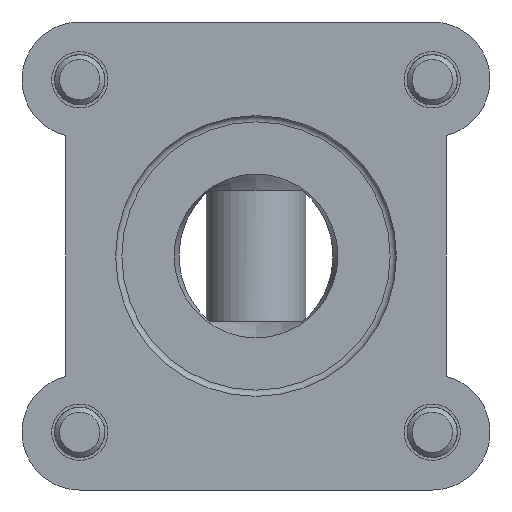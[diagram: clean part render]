
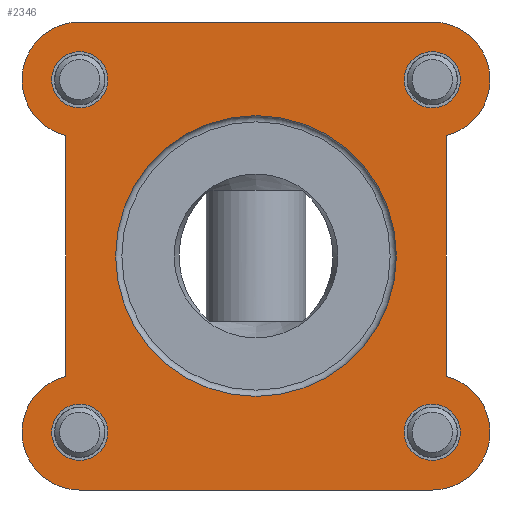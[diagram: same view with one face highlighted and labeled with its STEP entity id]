
A CAD part, front view. The second image highlights one B-rep face of the part: STEP entity #2346.
In plain terms, the highlighted planar face has unit normal (0, -1, 0).
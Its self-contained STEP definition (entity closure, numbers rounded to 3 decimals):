
#199=CIRCLE('',#2581,9.25);
#201=CIRCLE('',#2584,9.25);
#202=CIRCLE('',#2586,9.25);
#203=CIRCLE('',#2588,4.5);
#204=CIRCLE('',#2590,4.5);
#205=CIRCLE('',#2592,4.5);
#207=CIRCLE('',#2595,4.5);
#208=CIRCLE('',#2597,9.25);
#209=CIRCLE('',#2600,22.5);
#557=ORIENTED_EDGE('',*,*,#1114,.F.);
#558=ORIENTED_EDGE('',*,*,#1112,.T.);
#559=ORIENTED_EDGE('',*,*,#1110,.T.);
#560=ORIENTED_EDGE('',*,*,#1109,.T.);
#561=ORIENTED_EDGE('',*,*,#1108,.T.);
#562=ORIENTED_EDGE('',*,*,#1066,.F.);
#563=ORIENTED_EDGE('',*,*,#1113,.F.);
#564=ORIENTED_EDGE('',*,*,#995,.F.);
#565=ORIENTED_EDGE('',*,*,#1107,.F.);
#566=ORIENTED_EDGE('',*,*,#1074,.F.);
#567=ORIENTED_EDGE('',*,*,#1106,.F.);
#568=ORIENTED_EDGE('',*,*,#987,.F.);
#569=ORIENTED_EDGE('',*,*,#1104,.F.);
#987=EDGE_CURVE('',#1312,#1313,#1528,.T.);
#995=EDGE_CURVE('',#1320,#1321,#1536,.T.);
#1066=EDGE_CURVE('',#1366,#1367,#1578,.T.);
#1074=EDGE_CURVE('',#1374,#1375,#1586,.T.);
#1104=EDGE_CURVE('',#1367,#1312,#199,.T.);
#1106=EDGE_CURVE('',#1313,#1374,#201,.T.);
#1107=EDGE_CURVE('',#1375,#1320,#202,.T.);
#1108=EDGE_CURVE('',#1389,#1389,#203,.T.);
#1109=EDGE_CURVE('',#1390,#1390,#204,.T.);
#1110=EDGE_CURVE('',#1391,#1391,#205,.T.);
#1112=EDGE_CURVE('',#1393,#1393,#207,.T.);
#1113=EDGE_CURVE('',#1321,#1366,#208,.T.);
#1114=EDGE_CURVE('',#1394,#1394,#209,.T.);
#1312=VERTEX_POINT('',#3649);
#1313=VERTEX_POINT('',#3651);
#1320=VERTEX_POINT('',#3666);
#1321=VERTEX_POINT('',#3668);
#1366=VERTEX_POINT('',#3820);
#1367=VERTEX_POINT('',#3822);
#1374=VERTEX_POINT('',#3837);
#1375=VERTEX_POINT('',#3839);
#1389=VERTEX_POINT('',#3902);
#1390=VERTEX_POINT('',#3905);
#1391=VERTEX_POINT('',#3908);
#1393=VERTEX_POINT('',#3913);
#1394=VERTEX_POINT('',#3919);
#1528=LINE('',#3650,#1712);
#1536=LINE('',#3667,#1720);
#1578=LINE('',#3821,#1762);
#1586=LINE('',#3838,#1770);
#1712=VECTOR('',#2842,1000.);
#1720=VECTOR('',#2852,1000.);
#1762=VECTOR('',#2986,1000.);
#1770=VECTOR('',#2996,1000.);
#1931=EDGE_LOOP('',(#557));
#1932=EDGE_LOOP('',(#558));
#1933=EDGE_LOOP('',(#559));
#1934=EDGE_LOOP('',(#560));
#1935=EDGE_LOOP('',(#561));
#1936=EDGE_LOOP('',(#562,#563,#564,#565,#566,#567,#568,#569));
#2109=FACE_BOUND('',#1931,.T.);
#2110=FACE_BOUND('',#1932,.T.);
#2111=FACE_BOUND('',#1933,.T.);
#2112=FACE_BOUND('',#1934,.T.);
#2113=FACE_BOUND('',#1935,.T.);
#2114=FACE_BOUND('',#1936,.T.);
#2251=PLANE('',#2599);
#2346=ADVANCED_FACE('',(#2109,#2110,#2111,#2112,#2113,#2114),#2251,.F.);
#2581=AXIS2_PLACEMENT_3D('',#3894,#3064,#3065);
#2584=AXIS2_PLACEMENT_3D('',#3897,#3070,#3071);
#2586=AXIS2_PLACEMENT_3D('',#3899,#3074,#3075);
#2588=AXIS2_PLACEMENT_3D('',#3901,#3078,#3079);
#2590=AXIS2_PLACEMENT_3D('',#3904,#3082,#3083);
#2592=AXIS2_PLACEMENT_3D('',#3907,#3086,#3087);
#2595=AXIS2_PLACEMENT_3D('',#3912,#3092,#3093);
#2597=AXIS2_PLACEMENT_3D('',#3915,#3096,#3097);
#2599=AXIS2_PLACEMENT_3D('',#3917,#3100,#3101);
#2600=AXIS2_PLACEMENT_3D('',#3918,#3102,#3103);
#2842=DIRECTION('',(1.,0.,0.));
#2852=DIRECTION('',(-1.,0.,0.));
#2986=DIRECTION('',(0.,0.,1.));
#2996=DIRECTION('',(0.,0.,-1.));
#3064=DIRECTION('',(0.,1.,0.));
#3065=DIRECTION('',(1.,0.,0.));
#3070=DIRECTION('',(0.,1.,0.));
#3071=DIRECTION('',(1.,0.,0.));
#3074=DIRECTION('',(0.,1.,0.));
#3075=DIRECTION('',(1.,0.,0.));
#3078=DIRECTION('',(0.,1.,0.));
#3079=DIRECTION('',(1.,0.,0.));
#3082=DIRECTION('',(0.,1.,0.));
#3083=DIRECTION('',(1.,0.,0.));
#3086=DIRECTION('',(0.,1.,0.));
#3087=DIRECTION('',(1.,0.,0.));
#3092=DIRECTION('',(0.,1.,0.));
#3093=DIRECTION('',(1.,0.,0.));
#3096=DIRECTION('',(0.,1.,0.));
#3097=DIRECTION('',(1.,0.,0.));
#3100=DIRECTION('',(0.,1.,0.));
#3101=DIRECTION('',(0.,0.,1.));
#3102=DIRECTION('',(0.,-1.,0.));
#3103=DIRECTION('',(0.,0.,-1.));
#3649=CARTESIAN_POINT('',(-28.25,0.,37.5));
#3650=CARTESIAN_POINT('',(-28.25,0.,37.5));
#3651=CARTESIAN_POINT('',(28.25,0.,37.5));
#3666=CARTESIAN_POINT('',(28.25,0.,-37.5));
#3667=CARTESIAN_POINT('',(28.25,0.,-37.5));
#3668=CARTESIAN_POINT('',(-28.25,0.,-37.5));
#3820=CARTESIAN_POINT('',(-30.5,0.,-19.278));
#3821=CARTESIAN_POINT('',(-30.5,0.,-19.278));
#3822=CARTESIAN_POINT('',(-30.5,0.,19.278));
#3837=CARTESIAN_POINT('',(30.5,0.,19.278));
#3838=CARTESIAN_POINT('',(30.5,0.,19.278));
#3839=CARTESIAN_POINT('',(30.5,0.,-19.278));
#3894=CARTESIAN_POINT('',(-28.25,0.,28.25));
#3897=CARTESIAN_POINT('',(28.25,0.,28.25));
#3899=CARTESIAN_POINT('',(28.25,0.,-28.25));
#3901=CARTESIAN_POINT('',(28.25,0.,-28.25));
#3902=CARTESIAN_POINT('',(32.75,0.,-28.25));
#3904=CARTESIAN_POINT('',(28.25,0.,28.25));
#3905=CARTESIAN_POINT('',(32.75,0.,28.25));
#3907=CARTESIAN_POINT('',(-28.25,0.,-28.25));
#3908=CARTESIAN_POINT('',(-23.75,0.,-28.25));
#3912=CARTESIAN_POINT('',(-28.25,0.,28.25));
#3913=CARTESIAN_POINT('',(-23.75,0.,28.25));
#3915=CARTESIAN_POINT('',(-28.25,0.,-28.25));
#3917=CARTESIAN_POINT('',(-28.25,0.,28.25));
#3918=CARTESIAN_POINT('',(0.,0.,0.));
#3919=CARTESIAN_POINT('',(0.,0.,-22.5));
